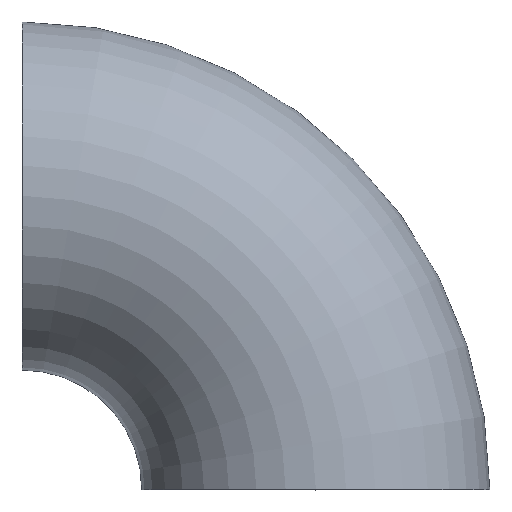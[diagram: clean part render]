
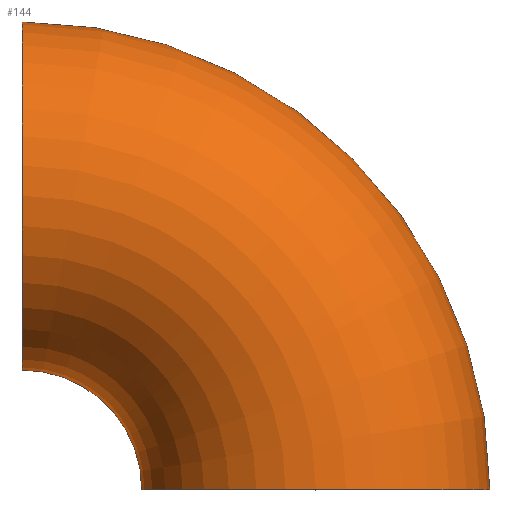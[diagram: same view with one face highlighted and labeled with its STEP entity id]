
A CAD part, top view. The second image highlights one B-rep face of the part: STEP entity #144.
In plain terms, the highlighted toroidal (fillet/blend) face has major radius 40.75 mm and minor radius 24.15 mm.
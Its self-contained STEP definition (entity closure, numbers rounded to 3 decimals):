
#1 = ORIENTED_EDGE ( 'NONE', *, *, #159, .T. ) ;
#11 = DIRECTION ( 'NONE',  ( 0., 0., 1. ) ) ;
#22 = TOROIDAL_SURFACE ( 'NONE', #57, 40.75, 24.15 ) ;
#45 = CIRCLE ( 'NONE', #169, 24.15 ) ;
#50 = CARTESIAN_POINT ( 'NONE',  ( -40.75, 0., 0. ) ) ;
#57 = AXIS2_PLACEMENT_3D ( 'NONE', #94, #152, #194 ) ;
#59 = VERTEX_POINT ( 'NONE', #157 ) ;
#60 = ORIENTED_EDGE ( 'NONE', *, *, #228, .F. ) ;
#65 = FACE_OUTER_BOUND ( 'NONE', #173, .T. ) ;
#68 = DIRECTION ( 'NONE',  ( 1., 0., 0. ) ) ;
#85 = ORIENTED_EDGE ( 'NONE', *, *, #176, .T. ) ;
#87 = CARTESIAN_POINT ( 'NONE',  ( -40.75, 16.6, 0. ) ) ;
#88 = CARTESIAN_POINT ( 'NONE',  ( -40.75, 0., 0. ) ) ;
#94 = CARTESIAN_POINT ( 'NONE',  ( -40.75, 0., 0. ) ) ;
#95 = AXIS2_PLACEMENT_3D ( 'NONE', #50, #145, #68 ) ;
#101 = VERTEX_POINT ( 'NONE', #191 ) ;
#102 = DIRECTION ( 'NONE',  ( -1., 0., 0. ) ) ;
#106 = VERTEX_POINT ( 'NONE', #142 ) ;
#114 = AXIS2_PLACEMENT_3D ( 'NONE', #240, #102, #147 ) ;
#120 = CIRCLE ( 'NONE', #114, 24.15 ) ;
#140 = ORIENTED_EDGE ( 'NONE', *, *, #199, .F. ) ;
#142 = CARTESIAN_POINT ( 'NONE',  ( -24.15, 0., 0. ) ) ;
#143 = CIRCLE ( 'NONE', #95, 16.6 ) ;
#144 = ADVANCED_FACE ( 'NONE', ( #65 ), #22, .T. ) ;
#145 = DIRECTION ( 'NONE',  ( 0., 0., 1. ) ) ;
#147 = DIRECTION ( 'NONE',  ( 0., 0., 1. ) ) ;
#152 = DIRECTION ( 'NONE',  ( 0., 0., 1. ) ) ;
#157 = CARTESIAN_POINT ( 'NONE',  ( 24.15, 0., 0. ) ) ;
#159 = EDGE_CURVE ( 'NONE', #59, #101, #247, .T. ) ;
#169 = AXIS2_PLACEMENT_3D ( 'NONE', #182, #201, #11 ) ;
#173 = EDGE_LOOP ( 'NONE', ( #85, #1, #60, #140 ) ) ;
#176 = EDGE_CURVE ( 'NONE', #106, #59, #45, .T. ) ;
#180 = DIRECTION ( 'NONE',  ( 1., 0., 0. ) ) ;
#182 = CARTESIAN_POINT ( 'NONE',  ( 0., 0., 0. ) ) ;
#191 = CARTESIAN_POINT ( 'NONE',  ( -40.75, 64.9, 0. ) ) ;
#194 = DIRECTION ( 'NONE',  ( 1., 0., 0. ) ) ;
#199 = EDGE_CURVE ( 'NONE', #106, #215, #143, .T. ) ;
#201 = DIRECTION ( 'NONE',  ( 0., 1., 0. ) ) ;
#211 = AXIS2_PLACEMENT_3D ( 'NONE', #88, #238, #180 ) ;
#215 = VERTEX_POINT ( 'NONE', #87 ) ;
#228 = EDGE_CURVE ( 'NONE', #215, #101, #120, .T. ) ;
#238 = DIRECTION ( 'NONE',  ( 0., 0., 1. ) ) ;
#240 = CARTESIAN_POINT ( 'NONE',  ( -40.75, 40.75, 0. ) ) ;
#247 = CIRCLE ( 'NONE', #211, 64.9 ) ;
